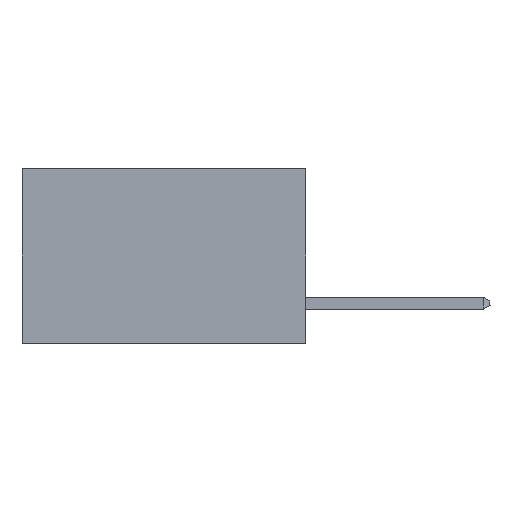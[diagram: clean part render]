
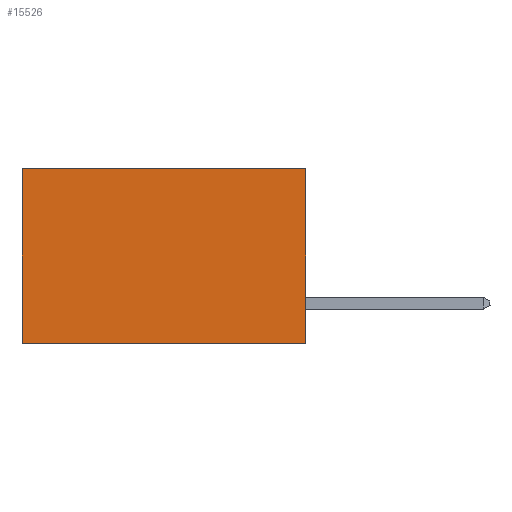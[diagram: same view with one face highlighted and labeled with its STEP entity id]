
A CAD part, left-side view. The second image highlights one B-rep face of the part: STEP entity #15526.
In plain terms, the highlighted planar face has unit normal (-1, 0, 0).
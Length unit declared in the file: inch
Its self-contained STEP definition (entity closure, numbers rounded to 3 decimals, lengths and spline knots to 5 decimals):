
#241 = LINE ( 'NONE', #8246, #22822 ) ;
#1849 = CARTESIAN_POINT ( 'NONE',  ( 0.298, 0.6, -0.37 ) ) ;
#2626 = EDGE_CURVE ( 'NONE', #21423, #4779, #28100, .T. ) ;
#2956 = DIRECTION ( 'NONE',  ( 0., 0., -1. ) ) ;
#3000 = VECTOR ( 'NONE', #13629, 39.37008 ) ;
#4439 = LINE ( 'NONE', #11370, #3000 ) ;
#4727 = EDGE_CURVE ( 'NONE', #10172, #21423, #241, .T. ) ;
#4779 = VERTEX_POINT ( 'NONE', #1849 ) ;
#8246 = CARTESIAN_POINT ( 'NONE',  ( 0.298, 0., 0. ) ) ;
#8862 = VECTOR ( 'NONE', #10587, 39.37008 ) ;
#9641 = VERTEX_POINT ( 'NONE', #12467 ) ;
#10172 = VERTEX_POINT ( 'NONE', #12137 ) ;
#10587 = DIRECTION ( 'NONE',  ( 0., 1., 0. ) ) ;
#11370 = CARTESIAN_POINT ( 'NONE',  ( 0.298, 0.6, 0. ) ) ;
#12137 = CARTESIAN_POINT ( 'NONE',  ( 0.298, 0., 0. ) ) ;
#12467 = CARTESIAN_POINT ( 'NONE',  ( 0.298, 0.6, 0. ) ) ;
#13629 = DIRECTION ( 'NONE',  ( 0., 0., -1. ) ) ;
#14185 = CARTESIAN_POINT ( 'NONE',  ( 0.298, 0., 0. ) ) ;
#14863 = LINE ( 'NONE', #21876, #8862 ) ;
#15526 = ADVANCED_FACE ( 'NONE', ( #28641 ), #27543, .F. ) ;
#16466 = DIRECTION ( 'NONE',  ( 1., 0., 0. ) ) ;
#16630 = EDGE_CURVE ( 'NONE', #9641, #4779, #4439, .T. ) ;
#17329 = VECTOR ( 'NONE', #23139, 39.37008 ) ;
#18540 = EDGE_CURVE ( 'NONE', #10172, #9641, #14863, .T. ) ;
#19691 = CARTESIAN_POINT ( 'NONE',  ( 0.298, 0., -0.37 ) ) ;
#20431 = DIRECTION ( 'NONE',  ( 0., 0., -1. ) ) ;
#20925 = ORIENTED_EDGE ( 'NONE', *, *, #2626, .F. ) ;
#20951 = EDGE_LOOP ( 'NONE', ( #25005, #20925, #28471, #28248 ) ) ;
#21423 = VERTEX_POINT ( 'NONE', #19691 ) ;
#21717 = AXIS2_PLACEMENT_3D ( 'NONE', #14185, #16466, #2956 ) ;
#21876 = CARTESIAN_POINT ( 'NONE',  ( 0.298, 0., 0. ) ) ;
#22454 = CARTESIAN_POINT ( 'NONE',  ( 0.298, 0., -0.37 ) ) ;
#22822 = VECTOR ( 'NONE', #20431, 39.37008 ) ;
#23139 = DIRECTION ( 'NONE',  ( 0., 1., 0. ) ) ;
#25005 = ORIENTED_EDGE ( 'NONE', *, *, #16630, .T. ) ;
#27543 = PLANE ( 'NONE',  #21717 ) ;
#28100 = LINE ( 'NONE', #22454, #17329 ) ;
#28248 = ORIENTED_EDGE ( 'NONE', *, *, #18540, .T. ) ;
#28471 = ORIENTED_EDGE ( 'NONE', *, *, #4727, .F. ) ;
#28641 = FACE_OUTER_BOUND ( 'NONE', #20951, .T. ) ;
